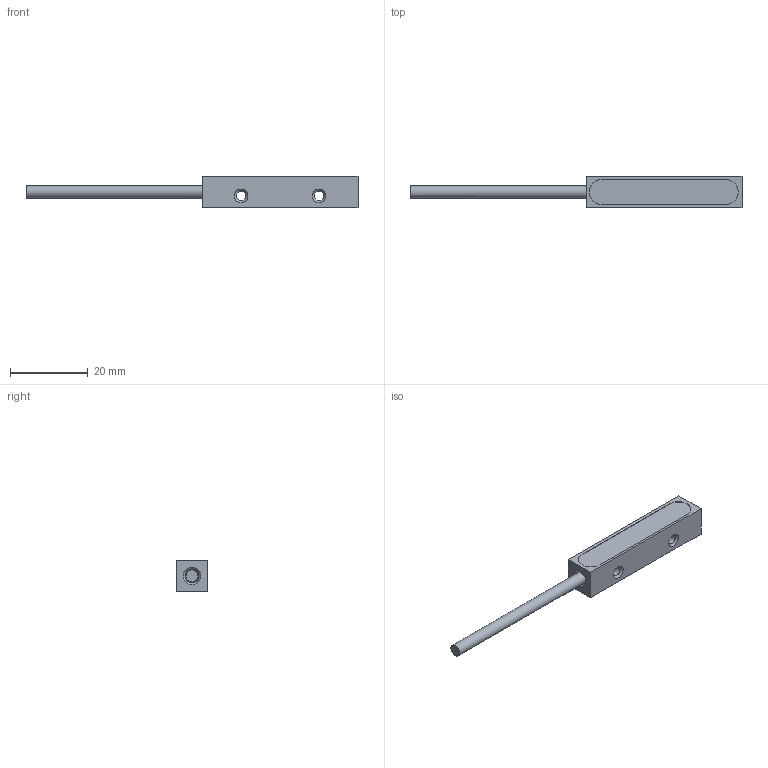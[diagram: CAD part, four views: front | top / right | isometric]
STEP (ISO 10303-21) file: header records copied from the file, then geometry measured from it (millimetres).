
FILE_DESCRIPTION(('FreeCAD Model'),'2;1');
FILE_NAME('DCCQ_08_M_xx_xxLK.step','2017-04-12T09:20:30',('FreeCAD'),( 'FreeCAD'),'Open CASCADE STEP processor 6.7','FreeCAD','Unknown');
FILE_SCHEMA(('AUTOMOTIVE_DESIGN_CC2 { 1 2 10303 214 -1 1 5 4 }'));
Length unit declared in the file: millimetre
Products named in the file (1): DCCQ_08_M_xx_xxLK
Bounding box: 85.2 x 8 x 8.01 mm (x, y, z)
Volume: 2251.4 mm3; surface area: 2632.3 mm2
Topology: 1 solids, 3 shells, 50 faces, 115 edges, 75 vertices
Faces by surface type: plane 24, cylinder 15, cone 11
Full cylindrical faces by diameter (mm): 2.459 x2, 3.1 x1, 3.5 x1, 5.85 x1, 6.2 x2, 6.5 x1
Entity records: 3987 total; most frequent: CARTESIAN_POINT 1432, DIRECTION 369, ORIENTED_EDGE 230, PCURVE 230, DEFINITIONAL_REPRESENTATION 230, LINE 133, VECTOR 133, B_SPLINE_CURVE_WITH_KNOTS 120
